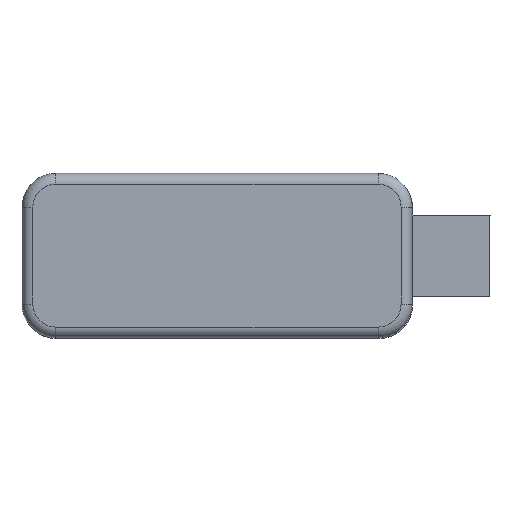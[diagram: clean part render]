
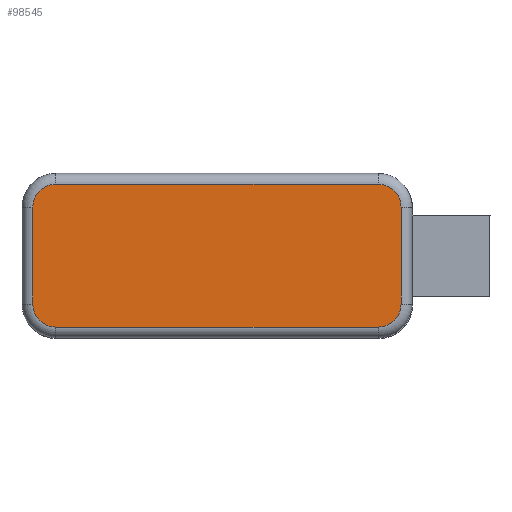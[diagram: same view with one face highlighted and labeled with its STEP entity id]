
A CAD part, front view. The second image highlights one B-rep face of the part: STEP entity #98545.
In plain terms, the highlighted planar face has unit normal (0, -1, 0).
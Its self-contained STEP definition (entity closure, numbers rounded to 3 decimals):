
#9037 = DIRECTION ( 'NONE',  ( 0., -1., 0. ) ) ;
#10060 = ORIENTED_EDGE ( 'NONE', *, *, #79234, .T. ) ;
#11761 = VECTOR ( 'NONE', #188402, 1000. ) ;
#17343 = ORIENTED_EDGE ( 'NONE', *, *, #177029, .T. ) ;
#18578 = VERTEX_POINT ( 'NONE', #133617 ) ;
#20267 = EDGE_CURVE ( 'NONE', #169567, #101683, #64080, .T. ) ;
#21232 = ORIENTED_EDGE ( 'NONE', *, *, #140719, .T. ) ;
#22482 = CARTESIAN_POINT ( 'NONE',  ( -23.8, 0., 7.15 ) ) ;
#23702 = VECTOR ( 'NONE', #179282, 1000. ) ;
#30063 = LINE ( 'NONE', #93168, #103185 ) ;
#33111 = DIRECTION ( 'NONE',  ( 0., 0., 1. ) ) ;
#34679 = VERTEX_POINT ( 'NONE', #65163 ) ;
#35139 = ORIENTED_EDGE ( 'NONE', *, *, #71259, .T. ) ;
#41286 = EDGE_CURVE ( 'NONE', #50189, #34679, #173478, .T. ) ;
#42867 = CARTESIAN_POINT ( 'NONE',  ( -23.8, 0., 10.55 ) ) ;
#49031 = DIRECTION ( 'NONE',  ( 0., -1., 0. ) ) ;
#49280 = DIRECTION ( 'NONE',  ( 0., 1., 0. ) ) ;
#50189 = VERTEX_POINT ( 'NONE', #142915 ) ;
#55747 = DIRECTION ( 'NONE',  ( 1., 0., 0. ) ) ;
#61755 = AXIS2_PLACEMENT_3D ( 'NONE', #144384, #143753, #69839 ) ;
#64080 = CIRCLE ( 'NONE', #61755, 3.4 ) ;
#65163 = CARTESIAN_POINT ( 'NONE',  ( 23.8, 0., 10.55 ) ) ;
#65900 = EDGE_CURVE ( 'NONE', #101474, #169105, #90478, .T. ) ;
#66439 = ORIENTED_EDGE ( 'NONE', *, *, #41286, .T. ) ;
#69839 = DIRECTION ( 'NONE',  ( 0., 0., 1. ) ) ;
#70348 = ORIENTED_EDGE ( 'NONE', *, *, #65900, .T. ) ;
#71259 = EDGE_CURVE ( 'NONE', #34679, #18578, #137335, .T. ) ;
#78472 = DIRECTION ( 'NONE',  ( 0., 0., -1. ) ) ;
#79234 = EDGE_CURVE ( 'NONE', #170019, #101474, #30063, .T. ) ;
#79262 = DIRECTION ( 'NONE',  ( 0., 0., 1. ) ) ;
#82539 = CARTESIAN_POINT ( 'NONE',  ( 27.2, 0., -7.15 ) ) ;
#88593 = DIRECTION ( 'NONE',  ( 0., 0., 1. ) ) ;
#90478 = CIRCLE ( 'NONE', #132418, 3.4 ) ;
#93168 = CARTESIAN_POINT ( 'NONE',  ( -27.2, 0., 7.15 ) ) ;
#94612 = PLANE ( 'NONE',  #145234 ) ;
#98545 = ADVANCED_FACE ( 'NONE', ( #126728 ), #94612, .F. ) ;
#100802 = DIRECTION ( 'NONE',  ( 0., -1., 0. ) ) ;
#101474 = VERTEX_POINT ( 'NONE', #108153 ) ;
#101683 = VERTEX_POINT ( 'NONE', #82539 ) ;
#103185 = VECTOR ( 'NONE', #78472, 1000. ) ;
#103935 = EDGE_CURVE ( 'NONE', #101683, #50189, #130975, .T. ) ;
#104072 = VECTOR ( 'NONE', #55747, 1000. ) ;
#107145 = CARTESIAN_POINT ( 'NONE',  ( -23.8, 0., -7.15 ) ) ;
#108153 = CARTESIAN_POINT ( 'NONE',  ( -27.2, 0., -7.15 ) ) ;
#110522 = DIRECTION ( 'NONE',  ( 0., 0., 1. ) ) ;
#110975 = CARTESIAN_POINT ( 'NONE',  ( -23.8, 0., -10.55 ) ) ;
#115101 = CARTESIAN_POINT ( 'NONE',  ( -23.8, 0., -10.55 ) ) ;
#117764 = LINE ( 'NONE', #115101, #104072 ) ;
#121935 = EDGE_LOOP ( 'NONE', ( #66439, #35139, #17343, #10060, #70348, #21232, #146714, #162349 ) ) ;
#126728 = FACE_OUTER_BOUND ( 'NONE', #121935, .T. ) ;
#127607 = CARTESIAN_POINT ( 'NONE',  ( 23.8, 0., 7.15 ) ) ;
#130975 = LINE ( 'NONE', #162666, #23702 ) ;
#132418 = AXIS2_PLACEMENT_3D ( 'NONE', #107145, #49031, #33111 ) ;
#133617 = CARTESIAN_POINT ( 'NONE',  ( -23.8, 0., 10.55 ) ) ;
#137335 = LINE ( 'NONE', #42867, #11761 ) ;
#140719 = EDGE_CURVE ( 'NONE', #169105, #169567, #117764, .T. ) ;
#142618 = CARTESIAN_POINT ( 'NONE',  ( 23.8, 0., -10.55 ) ) ;
#142915 = CARTESIAN_POINT ( 'NONE',  ( 27.2, 0., 7.15 ) ) ;
#143044 = AXIS2_PLACEMENT_3D ( 'NONE', #127607, #100802, #88593 ) ;
#143753 = DIRECTION ( 'NONE',  ( 0., -1., 0. ) ) ;
#144384 = CARTESIAN_POINT ( 'NONE',  ( 23.8, 0., -7.15 ) ) ;
#145234 = AXIS2_PLACEMENT_3D ( 'NONE', #151998, #49280, #79262 ) ;
#146714 = ORIENTED_EDGE ( 'NONE', *, *, #20267, .T. ) ;
#146766 = CARTESIAN_POINT ( 'NONE',  ( -27.2, 0., 7.15 ) ) ;
#151998 = CARTESIAN_POINT ( 'NONE',  ( -23.8, 0., 7.15 ) ) ;
#162349 = ORIENTED_EDGE ( 'NONE', *, *, #103935, .T. ) ;
#162666 = CARTESIAN_POINT ( 'NONE',  ( 27.2, 0., 7.15 ) ) ;
#167698 = CIRCLE ( 'NONE', #185781, 3.4 ) ;
#169105 = VERTEX_POINT ( 'NONE', #110975 ) ;
#169567 = VERTEX_POINT ( 'NONE', #142618 ) ;
#170019 = VERTEX_POINT ( 'NONE', #146766 ) ;
#173478 = CIRCLE ( 'NONE', #143044, 3.4 ) ;
#177029 = EDGE_CURVE ( 'NONE', #18578, #170019, #167698, .T. ) ;
#179282 = DIRECTION ( 'NONE',  ( 0., 0., 1. ) ) ;
#185781 = AXIS2_PLACEMENT_3D ( 'NONE', #22482, #9037, #110522 ) ;
#188402 = DIRECTION ( 'NONE',  ( -1., 0., 0. ) ) ;
